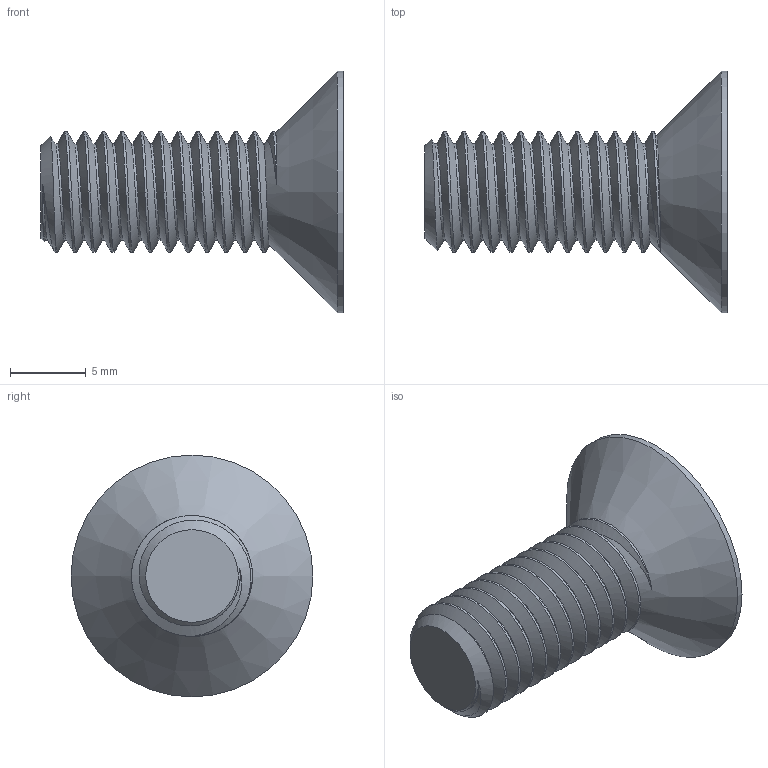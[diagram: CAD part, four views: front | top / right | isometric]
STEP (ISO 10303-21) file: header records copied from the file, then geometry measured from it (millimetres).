
FILE_DESCRIPTION(/* description */ (''),/* implementation_level */ '2;1');
FILE_NAME(/* name */ 'M8x20FHCS-0 v1.step',/* time_stamp */ '2020-09-15T09:58:54-04:00',/* author */ (''),/* organization */ (''),/* preprocessor_version */ 'ST-DEVELOPER v18.1',/* originating_system */ 'Autodesk Translation Framework v9.3.0.1241',/* authorisation */ '');
FILE_SCHEMA (('AUTOMOTIVE_DESIGN { 1 0 10303 214 3 1 1 }'));
Length unit declared in the file: millimetre
Products named in the file (2): M8x20FHCS-0; 92125A284
Assembly tree (1 placements, depth 2):
  M8x20FHCS-0
    92125A284
Bounding box: 20 x 16 x 16 mm (x, y, z)
Volume: 1117.9 mm3; surface area: 1124.1 mm2
Topology: 1 solids, 1 shells, 45 faces, 113 edges, 71 vertices
Faces by surface type: cylinder 26, plane 9, cone 8, bspline 2
Full cylindrical faces by diameter (mm): 6.376 x11, 8 x10, 16 x1
Entity records: 4108 total; most frequent: CARTESIAN_POINT 3102, ORIENTED_EDGE 226, DIRECTION 156, EDGE_CURVE 113, VERTEX_POINT 71, AXIS2_PLACEMENT_3D 59, B_SPLINE_CURVE_WITH_KNOTS 56, EDGE_LOOP 46
